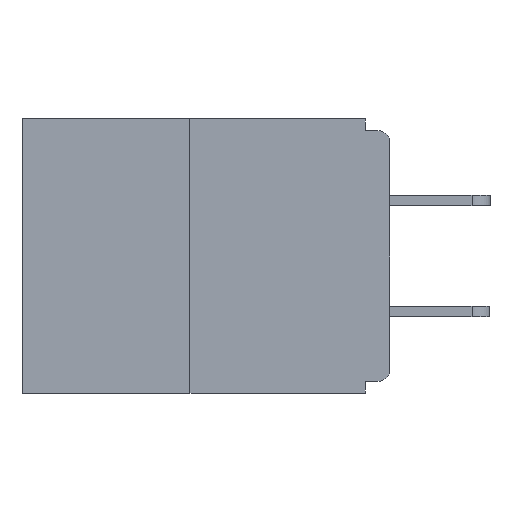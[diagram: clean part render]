
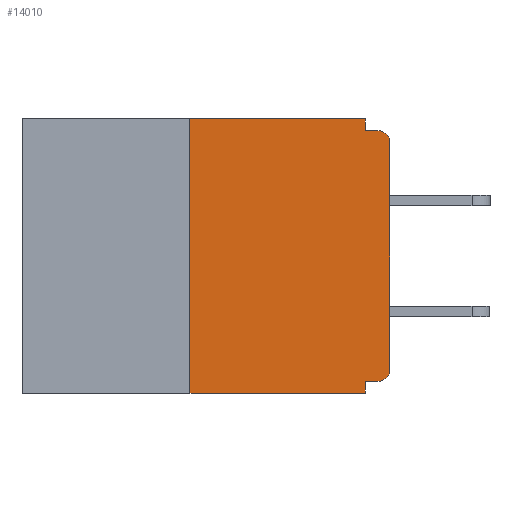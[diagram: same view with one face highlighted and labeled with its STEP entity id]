
A CAD part, left-side view. The second image highlights one B-rep face of the part: STEP entity #14010.
In plain terms, the highlighted planar face has unit normal (-1, 0, 0).
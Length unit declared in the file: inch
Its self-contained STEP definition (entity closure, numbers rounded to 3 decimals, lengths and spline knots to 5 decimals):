
#148 = CARTESIAN_POINT ( 'NONE',  ( 0., 0.015, -0.328 ) ) ;
#557 = DIRECTION ( 'NONE',  ( 0., 0., -1. ) ) ;
#747 = VECTOR ( 'NONE', #12900, 39.37008 ) ;
#1055 = LINE ( 'NONE', #13285, #7509 ) ;
#1650 = DIRECTION ( 'NONE',  ( 0., -1., 0. ) ) ;
#1697 = DIRECTION ( 'NONE',  ( 0., 0., -1. ) ) ;
#1940 = CARTESIAN_POINT ( 'NONE',  ( 0., 0.25, 0. ) ) ;
#2075 = EDGE_CURVE ( 'NONE', #13360, #12597, #15892, .T. ) ;
#2119 = VECTOR ( 'NONE', #13418, 39.37008 ) ;
#3185 = ORIENTED_EDGE ( 'NONE', *, *, #7618, .T. ) ;
#3541 = ORIENTED_EDGE ( 'NONE', *, *, #6022, .F. ) ;
#3581 = VERTEX_POINT ( 'NONE', #7911 ) ;
#3592 = DIRECTION ( 'NONE',  ( 0., -1., 0. ) ) ;
#3816 = AXIS2_PLACEMENT_3D ( 'NONE', #7245, #7181, #1697 ) ;
#4064 = CARTESIAN_POINT ( 'NONE',  ( 0., 0., -0.313 ) ) ;
#4121 = CIRCLE ( 'NONE', #14491, 0.015 ) ;
#4311 = CARTESIAN_POINT ( 'NONE',  ( 0., 0., 0. ) ) ;
#4693 = EDGE_CURVE ( 'NONE', #17523, #11162, #17338, .T. ) ;
#4723 = DIRECTION ( 'NONE',  ( 0., 0., 1. ) ) ;
#4999 = AXIS2_PLACEMENT_3D ( 'NONE', #7600, #8751, #557 ) ;
#5538 = LINE ( 'NONE', #9773, #10793 ) ;
#5771 = EDGE_CURVE ( 'NONE', #11162, #15069, #1055, .T. ) ;
#5958 = ORIENTED_EDGE ( 'NONE', *, *, #6364, .F. ) ;
#5969 = CARTESIAN_POINT ( 'NONE',  ( 0., 0.46, -0.343 ) ) ;
#5996 = LINE ( 'NONE', #14750, #2119 ) ;
#6022 = EDGE_CURVE ( 'NONE', #12597, #17571, #5996, .T. ) ;
#6053 = LINE ( 'NONE', #4311, #14948 ) ;
#6364 = EDGE_CURVE ( 'NONE', #15069, #14841, #5538, .T. ) ;
#6708 = VERTEX_POINT ( 'NONE', #4064 ) ;
#7012 = CARTESIAN_POINT ( 'NONE',  ( 0., 0., -0.015 ) ) ;
#7028 = CARTESIAN_POINT ( 'NONE',  ( 0., 0., -0.03 ) ) ;
#7181 = DIRECTION ( 'NONE',  ( -1., 0., 0. ) ) ;
#7245 = CARTESIAN_POINT ( 'NONE',  ( 0., 0.015, -0.313 ) ) ;
#7509 = VECTOR ( 'NONE', #3592, 39.37008 ) ;
#7600 = CARTESIAN_POINT ( 'NONE',  ( 0., 0.46, 0. ) ) ;
#7618 = EDGE_CURVE ( 'NONE', #13360, #6708, #8717, .T. ) ;
#7682 = ORIENTED_EDGE ( 'NONE', *, *, #2075, .F. ) ;
#7911 = CARTESIAN_POINT ( 'NONE',  ( 0., 0.015, -0.015 ) ) ;
#8347 = CARTESIAN_POINT ( 'NONE',  ( 0., 0.25, -0.343 ) ) ;
#8552 = DIRECTION ( 'NONE',  ( -1., 0., 0. ) ) ;
#8595 = CARTESIAN_POINT ( 'NONE',  ( 0., 0.25, 0. ) ) ;
#8717 = CIRCLE ( 'NONE', #3816, 0.015 ) ;
#8751 = DIRECTION ( 'NONE',  ( 1., 0., 0. ) ) ;
#8874 = LINE ( 'NONE', #7012, #14505 ) ;
#9025 = ORIENTED_EDGE ( 'NONE', *, *, #5771, .F. ) ;
#9038 = CARTESIAN_POINT ( 'NONE',  ( 0., 0.031, 0. ) ) ;
#9229 = EDGE_CURVE ( 'NONE', #10820, #3581, #4121, .T. ) ;
#9399 = ORIENTED_EDGE ( 'NONE', *, *, #17594, .T. ) ;
#9411 = EDGE_CURVE ( 'NONE', #14841, #3581, #8874, .T. ) ;
#9658 = EDGE_LOOP ( 'NONE', ( #9025, #17555, #14174, #3541, #7682, #3185, #9399, #16551, #13084, #5958 ) ) ;
#9763 = DIRECTION ( 'NONE',  ( 0., -1., 0. ) ) ;
#9773 = CARTESIAN_POINT ( 'NONE',  ( 0., 0.031, 0. ) ) ;
#9797 = CARTESIAN_POINT ( 'NONE',  ( 0., 0., -0.328 ) ) ;
#9944 = CARTESIAN_POINT ( 'NONE',  ( 0., 0.031, -0.343 ) ) ;
#10793 = VECTOR ( 'NONE', #15150, 39.37008 ) ;
#10820 = VERTEX_POINT ( 'NONE', #7028 ) ;
#10843 = CARTESIAN_POINT ( 'NONE',  ( 0., 0.031, -0.015 ) ) ;
#11162 = VERTEX_POINT ( 'NONE', #8595 ) ;
#12597 = VERTEX_POINT ( 'NONE', #15725 ) ;
#12734 = FACE_OUTER_BOUND ( 'NONE', #9658, .T. ) ;
#12900 = DIRECTION ( 'NONE',  ( 0., 1., 0. ) ) ;
#13008 = CARTESIAN_POINT ( 'NONE',  ( 0., 0.015, -0.03 ) ) ;
#13084 = ORIENTED_EDGE ( 'NONE', *, *, #9411, .F. ) ;
#13285 = CARTESIAN_POINT ( 'NONE',  ( 0., 0.46, 0. ) ) ;
#13300 = DIRECTION ( 'NONE',  ( 0., 0., -1. ) ) ;
#13360 = VERTEX_POINT ( 'NONE', #148 ) ;
#13418 = DIRECTION ( 'NONE',  ( 0., 0., -1. ) ) ;
#13880 = VECTOR ( 'NONE', #4723, 39.37008 ) ;
#14010 = ADVANCED_FACE ( 'NONE', ( #12734 ), #15924, .F. ) ;
#14062 = DIRECTION ( 'NONE',  ( 0., 0., 1. ) ) ;
#14147 = LINE ( 'NONE', #5969, #17395 ) ;
#14174 = ORIENTED_EDGE ( 'NONE', *, *, #16331, .T. ) ;
#14491 = AXIS2_PLACEMENT_3D ( 'NONE', #13008, #8552, #13300 ) ;
#14505 = VECTOR ( 'NONE', #9763, 39.37008 ) ;
#14750 = CARTESIAN_POINT ( 'NONE',  ( 0., 0.031, -0.343 ) ) ;
#14841 = VERTEX_POINT ( 'NONE', #10843 ) ;
#14948 = VECTOR ( 'NONE', #14062, 39.37008 ) ;
#15069 = VERTEX_POINT ( 'NONE', #9038 ) ;
#15150 = DIRECTION ( 'NONE',  ( 0., 0., -1. ) ) ;
#15725 = CARTESIAN_POINT ( 'NONE',  ( 0., 0.031, -0.328 ) ) ;
#15892 = LINE ( 'NONE', #9797, #747 ) ;
#15924 = PLANE ( 'NONE',  #4999 ) ;
#16331 = EDGE_CURVE ( 'NONE', #17523, #17571, #14147, .T. ) ;
#16551 = ORIENTED_EDGE ( 'NONE', *, *, #9229, .T. ) ;
#17338 = LINE ( 'NONE', #1940, #13880 ) ;
#17395 = VECTOR ( 'NONE', #1650, 39.37008 ) ;
#17523 = VERTEX_POINT ( 'NONE', #8347 ) ;
#17555 = ORIENTED_EDGE ( 'NONE', *, *, #4693, .F. ) ;
#17571 = VERTEX_POINT ( 'NONE', #9944 ) ;
#17594 = EDGE_CURVE ( 'NONE', #6708, #10820, #6053, .T. ) ;
